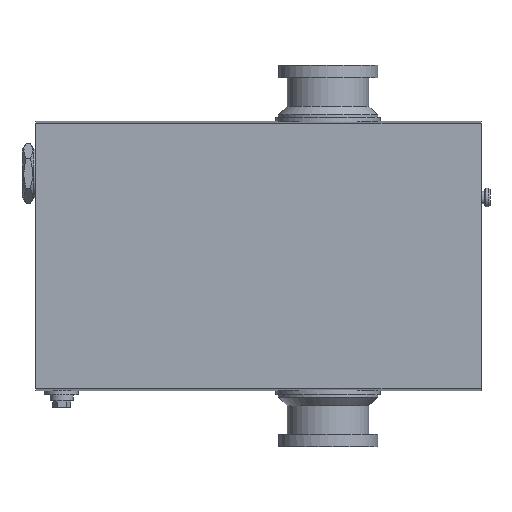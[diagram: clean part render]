
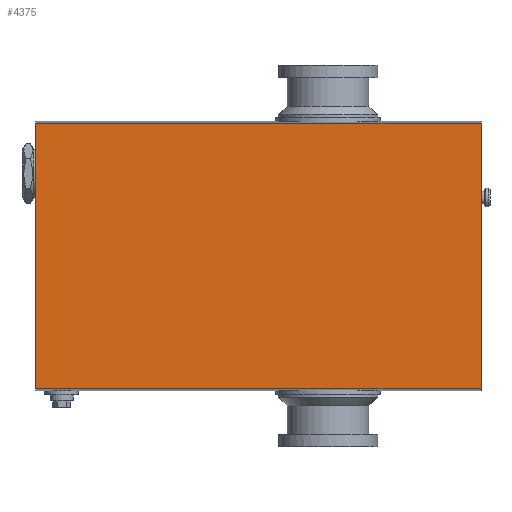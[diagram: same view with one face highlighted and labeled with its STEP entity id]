
A CAD part, left-side view. The second image highlights one B-rep face of the part: STEP entity #4375.
In plain terms, the highlighted planar face has unit normal (-1, 0, 0).
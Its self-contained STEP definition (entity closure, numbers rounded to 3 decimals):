
#404=CARTESIAN_POINT('',(-98.,-51.5,-138.289));
#405=VERTEX_POINT('',#404);
#412=CARTESIAN_POINT('',(-98.,375.0,-138.289));
#413=VERTEX_POINT('',#412);
#414=CARTESIAN_POINT('',(-98.,-51.5,-138.289));
#415=DIRECTION('',(0.0,1.0,0.0));
#416=VECTOR('',#415,426.5);
#417=LINE('',#414,#416);
#418=EDGE_CURVE('',#405,#413,#417,.T.);
#4313=CARTESIAN_POINT('',(-98.,-51.5,116.289));
#4314=VERTEX_POINT('',#4313);
#4321=CARTESIAN_POINT('',(-98.,-51.5,116.289));
#4322=DIRECTION('',(0.0,0.0,-1.0));
#4323=VECTOR('',#4322,254.579);
#4324=LINE('',#4321,#4323);
#4325=EDGE_CURVE('',#4314,#405,#4324,.T.);
#4352=CARTESIAN_POINT('',(-98.,0.,116.289));
#4353=DIRECTION('',(-1.0,0.0,0.0));
#4354=DIRECTION('',(0.0,0.0,1.0));
#4355=AXIS2_PLACEMENT_3D('',#4352,#4353,#4354);
#4356=PLANE('',#4355);
#4357=CARTESIAN_POINT('',(-98.,375.0,116.289));
#4358=VERTEX_POINT('',#4357);
#4359=CARTESIAN_POINT('',(-98.,375.0,116.289));
#4360=DIRECTION('',(0.0,0.0,-1.0));
#4361=VECTOR('',#4360,254.579);
#4362=LINE('',#4359,#4361);
#4363=EDGE_CURVE('',#4358,#413,#4362,.T.);
#4364=ORIENTED_EDGE('',*,*,#4363,.T.);
#4365=ORIENTED_EDGE('',*,*,#418,.F.);
#4366=ORIENTED_EDGE('',*,*,#4325,.F.);
#4367=CARTESIAN_POINT('',(-98.,-51.5,116.289));
#4368=DIRECTION('',(0.0,1.0,0.0));
#4369=VECTOR('',#4368,426.5);
#4370=LINE('',#4367,#4369);
#4371=EDGE_CURVE('',#4314,#4358,#4370,.T.);
#4372=ORIENTED_EDGE('',*,*,#4371,.T.);
#4373=EDGE_LOOP('',(#4364,#4365,#4366,#4372));
#4374=FACE_OUTER_BOUND('',#4373,.T.);
#4375=ADVANCED_FACE('',(#4374),#4356,.T.);
